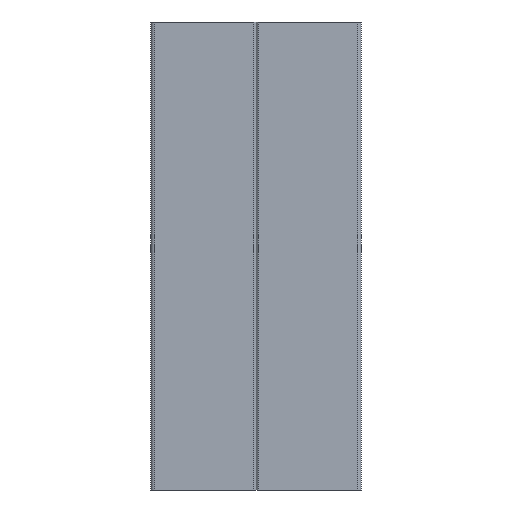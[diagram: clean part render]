
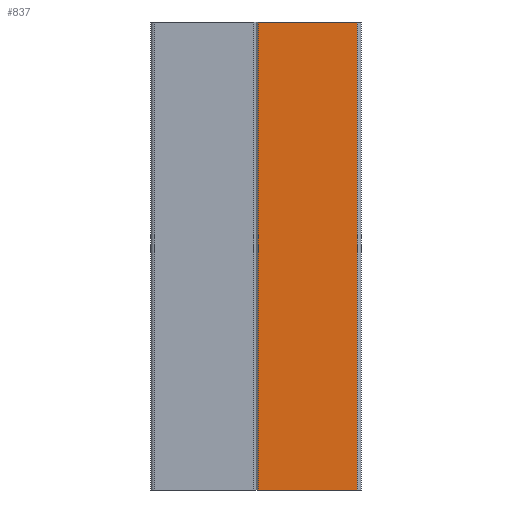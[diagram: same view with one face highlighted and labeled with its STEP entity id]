
A CAD part, front view. The second image highlights one B-rep face of the part: STEP entity #837.
In plain terms, the highlighted planar face has unit normal (0, -1, 0).
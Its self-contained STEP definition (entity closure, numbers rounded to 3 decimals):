
#21=PLANE('',#929);
#51=FACE_OUTER_BOUND('',#95,.T.);
#95=EDGE_LOOP('',(#619,#620,#621,#622));
#161=LINE('',#1319,#255);
#166=LINE('',#1338,#260);
#167=LINE('',#1341,#261);
#168=LINE('',#1342,#262);
#255=VECTOR('',#1046,10.);
#260=VECTOR('',#1063,10.);
#261=VECTOR('',#1066,10.);
#262=VECTOR('',#1067,10.);
#392=VERTEX_POINT('',#1316);
#393=VERTEX_POINT('',#1318);
#400=VERTEX_POINT('',#1334);
#402=VERTEX_POINT('',#1340);
#478=EDGE_CURVE('',#392,#393,#161,.T.);
#488=EDGE_CURVE('',#393,#400,#166,.T.);
#489=EDGE_CURVE('',#402,#392,#167,.T.);
#490=EDGE_CURVE('',#402,#400,#168,.T.);
#619=ORIENTED_EDGE('',*,*,#488,.F.);
#620=ORIENTED_EDGE('',*,*,#478,.F.);
#621=ORIENTED_EDGE('',*,*,#489,.F.);
#622=ORIENTED_EDGE('',*,*,#490,.T.);
#837=ADVANCED_FACE('',(#51),#21,.T.);
#929=AXIS2_PLACEMENT_3D('',#1339,#1064,#1065);
#1046=DIRECTION('',(1.,0.,0.));
#1063=DIRECTION('',(0.,0.,-1.));
#1064=DIRECTION('center_axis',(0.,-1.,0.));
#1065=DIRECTION('ref_axis',(1.,0.,0.));
#1066=DIRECTION('',(0.,0.,1.));
#1067=DIRECTION('',(1.,0.,0.));
#1316=CARTESIAN_POINT('',(-0.371,-16.922,170.));
#1318=CARTESIAN_POINT('',(35.679,-16.922,170.));
#1319=CARTESIAN_POINT('',(-0.371,-16.922,170.));
#1334=CARTESIAN_POINT('',(35.679,-16.922,0.));
#1338=CARTESIAN_POINT('',(35.679,-16.922,0.));
#1339=CARTESIAN_POINT('Origin',(-0.371,-16.922,0.));
#1340=CARTESIAN_POINT('',(-0.371,-16.922,0.));
#1341=CARTESIAN_POINT('',(-0.371,-16.922,0.));
#1342=CARTESIAN_POINT('',(-0.371,-16.922,0.));
